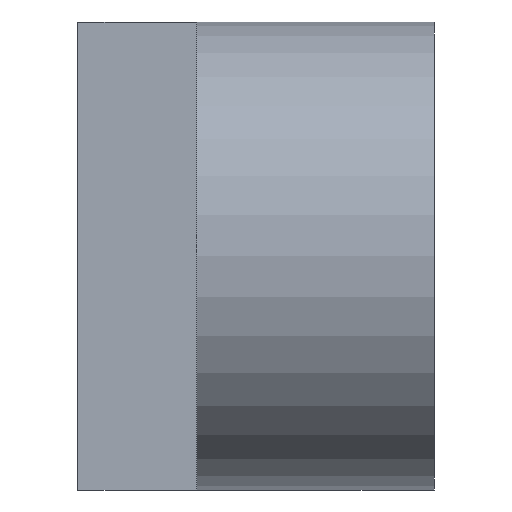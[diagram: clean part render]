
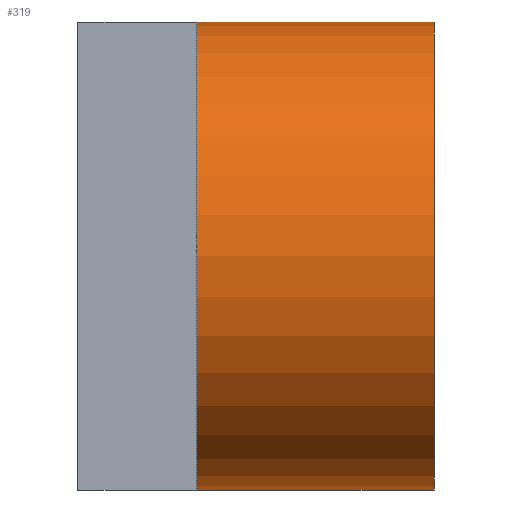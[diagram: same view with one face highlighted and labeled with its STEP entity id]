
A CAD part, left-side view. The second image highlights one B-rep face of the part: STEP entity #319.
In plain terms, the highlighted cylindrical face has radius 19.7 mm (diameter 39.4 mm), a partial arc.
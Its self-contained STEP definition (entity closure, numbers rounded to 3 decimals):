
#105 = DIRECTION ( 'NONE',  ( 0., 1., 0. ) ) ;
#106 = VECTOR ( 'NONE', #105, 1000. ) ;
#129 = CARTESIAN_POINT ( 'NONE',  ( 0., -30., 19.7 ) ) ;
#146 = LINE ( 'NONE', #153, #106 ) ;
#150 = CARTESIAN_POINT ( 'NONE',  ( 0., -30., -19.7 ) ) ;
#153 = CARTESIAN_POINT ( 'NONE',  ( 0., -30., 19.7 ) ) ;
#178 = AXIS2_PLACEMENT_3D ( 'NONE', #191, #189, #188 ) ;
#181 = CIRCLE ( 'NONE', #178, 19.7 ) ;
#188 = DIRECTION ( 'NONE',  ( 0., 0., -1. ) ) ;
#189 = DIRECTION ( 'NONE',  ( 0., -1., 0. ) ) ;
#191 = CARTESIAN_POINT ( 'NONE',  ( 0., -30., 0. ) ) ;
#259 = EDGE_LOOP ( 'NONE', ( #315, #269, #320, #318 ) ) ;
#268 = EDGE_CURVE ( 'NONE', #396, #408, #181, .T. ) ;
#269 = ORIENTED_EDGE ( 'NONE', *, *, #268, .F. ) ;
#315 = ORIENTED_EDGE ( 'NONE', *, *, #362, .F. ) ;
#318 = ORIENTED_EDGE ( 'NONE', *, *, #349, .T. ) ;
#319 = ADVANCED_FACE ( 'NONE', ( #635 ), #550, .T. ) ;
#320 = ORIENTED_EDGE ( 'NONE', *, *, #379, .T. ) ;
#349 = EDGE_CURVE ( 'NONE', #360, #364, #565, .T. ) ;
#360 = VERTEX_POINT ( 'NONE', #560 ) ;
#362 = EDGE_CURVE ( 'NONE', #408, #364, #536, .T. ) ;
#364 = VERTEX_POINT ( 'NONE', #566 ) ;
#379 = EDGE_CURVE ( 'NONE', #396, #360, #146, .T. ) ;
#396 = VERTEX_POINT ( 'NONE', #129 ) ;
#408 = VERTEX_POINT ( 'NONE', #150 ) ;
#533 = DIRECTION ( 'NONE',  ( 0., 1., 0. ) ) ;
#534 = VECTOR ( 'NONE', #533, 1000. ) ;
#535 = CARTESIAN_POINT ( 'NONE',  ( 0., -30., -19.7 ) ) ;
#536 = LINE ( 'NONE', #535, #534 ) ;
#550 = CYLINDRICAL_SURFACE ( 'NONE', #591, 19.7 ) ;
#556 = CARTESIAN_POINT ( 'NONE',  ( 0., -30., 0. ) ) ;
#560 = CARTESIAN_POINT ( 'NONE',  ( 0., -10., 19.7 ) ) ;
#562 = DIRECTION ( 'NONE',  ( 0., 0., -1. ) ) ;
#563 = DIRECTION ( 'NONE',  ( 0., -1., 0. ) ) ;
#564 = CARTESIAN_POINT ( 'NONE',  ( 0., -10., 0. ) ) ;
#565 = CIRCLE ( 'NONE', #572, 19.7 ) ;
#566 = CARTESIAN_POINT ( 'NONE',  ( 0., -10., -19.7 ) ) ;
#572 = AXIS2_PLACEMENT_3D ( 'NONE', #564, #563, #562 ) ;
#587 = DIRECTION ( 'NONE',  ( 0., 0., 1. ) ) ;
#588 = DIRECTION ( 'NONE',  ( 0., 1., 0. ) ) ;
#591 = AXIS2_PLACEMENT_3D ( 'NONE', #556, #588, #587 ) ;
#635 = FACE_OUTER_BOUND ( 'NONE', #259, .T. ) ;
